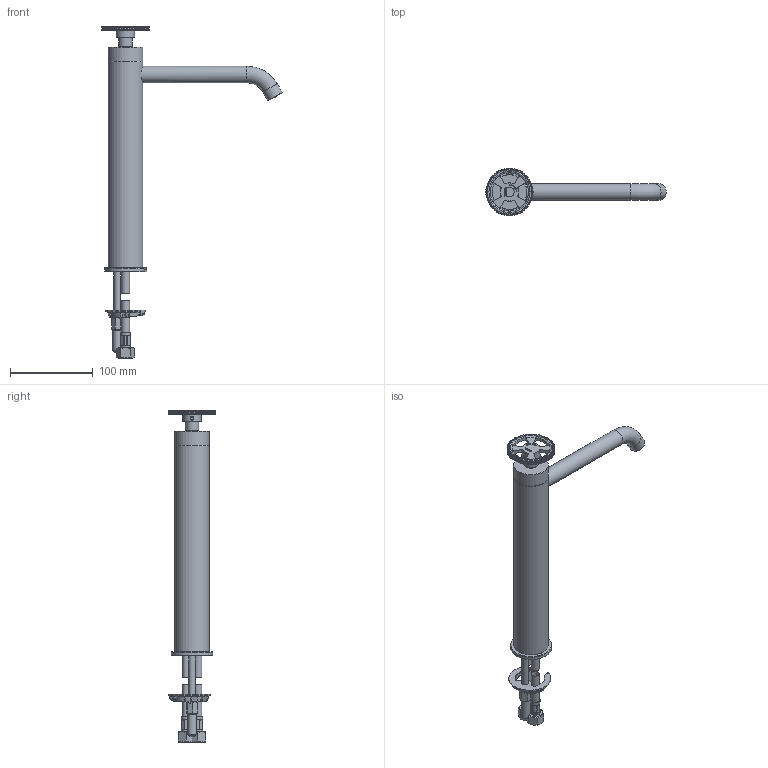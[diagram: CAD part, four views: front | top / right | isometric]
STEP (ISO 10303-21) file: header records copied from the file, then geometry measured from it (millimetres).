
FILE_DESCRIPTION(/* description */ ('Unknown'),/* implementation_level */ '2;1');
FILE_NAME(/* name */ 'CW003HC-00',/* time_stamp */ '2019-10-20T10:24:55+02:00',/* author */ ('Unknown'),/* organization */ ('Unknown'),/* preprocessor_version */ 'ST-DEVELOPER v16.7',/* originating_system */ 'DEX',/* authorisation */ $);
FILE_SCHEMA (('AUTOMOTIVE_DESIGN {1 0 10303 214 3 1 1}'));
Length unit declared in the file: millimetre
Products named in the file (44): CW003HC-00; CB003-14; CW003-08; CB029-13; CW003-03; CB003-016; CB003-03 R1; CB003-15; BR005-14; CW003-05; CB003-20; CW003-09; CB003-011; BR003-002-1 treccia; BR003-002-2 oring7.65x1.78.1; BR003-002-3 bussola_aggraffatura; BR003-002-4 treccia1; BR003-002-5 guarnizione_inserita; BR003-002-9 codolo_m10x1; BR003-002-6 bussola_aggraffatura1; BR003-002-7 codolo_cartella; BR003-002-8 calotta_3-8; CW003-001; Mix-Progressiv29; CB003-002; CB003-002-1; CB003-002-2; CB003-002-3; CB003-002-4; CB003-05; BR003-004; BR003-004-1; BR003-004-2; BR003-004-3; BR003-004-4; BR003-004-5; CW003-02; CW003-01; CB003-19; CW003-04 ...
Assembly tree (52 placements, depth 3):
  CW003HC-00
    CB003-14
    CW003-08
    CB029-13
    CW003-03
    CB003-016
      CB003-03 R1
      CB003-15
      BR005-14
    CW003-05
    CB003-20
    CW003-09
    CB003-011
      BR003-002-1 treccia
      BR003-002-2 oring7.65x1.78.1
      BR003-002-3 bussola_aggraffatura
      BR003-002-4 treccia1
      BR003-002-5 guarnizione_inserita
      BR003-002-9 codolo_m10x1
      BR003-002-6 bussola_aggraffatura1
      BR003-002-7 codolo_cartella
      BR003-002-8 calotta_3-8
    CW003-001
      Mix-Progressiv29
    CB003-002
      CB003-002-1
      CB003-002-2
      CB003-002-3
      CB003-002-4
    CB003-05
    BR003-004
      BR003-004-1
      BR003-004-2
      BR003-004-3
      BR003-004-4
      BR003-004-5
    CW003-02
    CW003-01
    CB003-19
    CW003-04
    CB003-012
      BR003-002-1 treccia
      BR003-002-2 oring7.65x1.78.1
      BR003-002-3 bussola_aggraffatura
      BR003-002-4 treccia1
      BR003-002-5 guarnizione_inserita
      BR003-002-9 codolo_m10x1
      BR003-002-6 bussola_aggraffatura1
      BR003-002-7 codolo_cartella
      BR003-002-8 calotta_3-8
    CW003-07
    CW003-10
    CW003-06
Bounding box: 217.42 x 57 x 400.26 mm (x, y, z)
Volume: 204949.4 mm3; surface area: 169370 mm2
Topology: 46 solids, 46 shells, 2940 faces, 7019 edges, 4243 vertices
Faces by surface type: cylinder 846, bspline 773, plane 743, torus 365, cone 211, sphere 2
Full cylindrical faces by diameter (mm): 2.459 x2, 3 x1, 3.242 x1, 3.35 x1, 3.983 x2, 4 x6, 4.129 x2, 4.2 x1, 5 x2, 5.2 x12, 5.5 x1, 5.8 x1, 6 x5, 6.2 x1, 6.647 x2, 6.8 x1, 6.95 x1, 7 x12, 7.2 x4, 7.3 x1, 8 x2, 8.2 x2, 8.5 x1, 8.85 x1, 8.917 x4, 9 x6, 9.56 x4, 10 x8, 10.5 x4, 10.7 x2
Entity records: 104549 total; most frequent: CARTESIAN_POINT 31118, ORIENTED_EDGE 12242, DIRECTION 10927, EDGE_CURVE 6121, AXIS2_PLACEMENT_3D 4637, VERTEX_POINT 3862, FACE_BOUND 3213, EDGE_LOOP 3201
